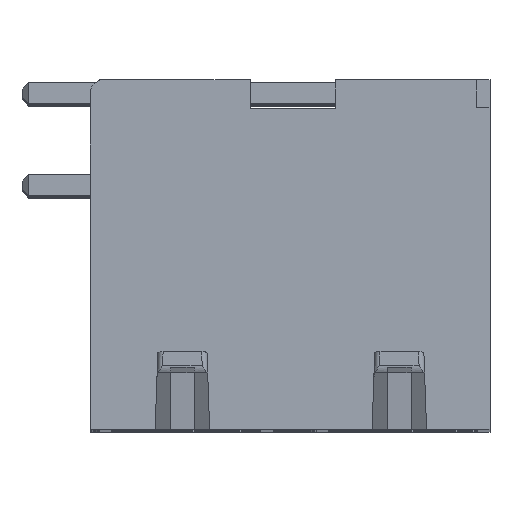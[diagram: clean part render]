
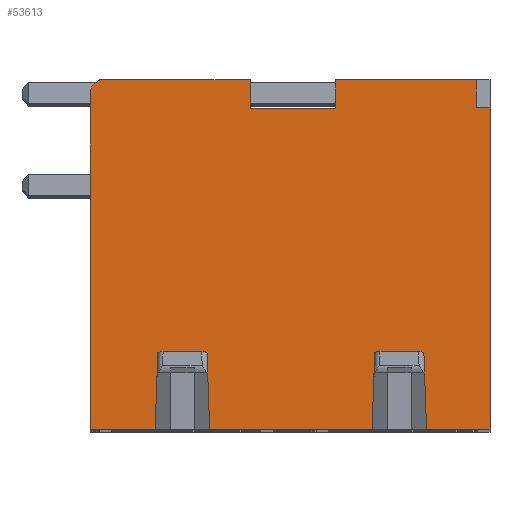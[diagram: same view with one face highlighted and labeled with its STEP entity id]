
A CAD part, top view. The second image highlights one B-rep face of the part: STEP entity #53613.
In plain terms, the highlighted planar face has unit normal (0, 0, 1).
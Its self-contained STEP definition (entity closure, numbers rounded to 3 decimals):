
#14033=DIRECTION('',(-1.,0.,0.));
#14034=VECTOR('',#14033,5.39);
#14035=CARTESIAN_POINT('',(11.703,13.3,33.7));
#14036=LINE('',#14035,#14034);
#14237=DIRECTION('',(0.,-1.,0.));
#14238=VECTOR('',#14237,1.092);
#14239=CARTESIAN_POINT('',(6.313,13.3,33.7));
#14240=LINE('',#14239,#14238);
#14349=DIRECTION('',(0.,1.,0.));
#14350=VECTOR('',#14349,1.092);
#14351=CARTESIAN_POINT('',(3.074,12.208,33.7));
#14352=LINE('',#14351,#14350);
#14869=DIRECTION('',(-1.,0.,0.));
#14870=VECTOR('',#14869,5.716);
#14871=CARTESIAN_POINT('',(3.074,13.3,33.7));
#14872=LINE('',#14871,#14870);
#15281=DIRECTION('',(0.,-1.,0.));
#15282=VECTOR('',#15281,0.02);
#15283=CARTESIAN_POINT('',(-2.641,13.3,33.7));
#15284=LINE('',#15283,#15282);
#18279=DIRECTION('',(-1.,0.,0.));
#18280=VECTOR('',#18279,3.238);
#18281=CARTESIAN_POINT('',(6.313,12.208,33.7));
#18282=LINE('',#18281,#18280);
#18283=DIRECTION('',(-0.035,-0.999,0.));
#18284=VECTOR('',#18283,2.716);
#18285=CARTESIAN_POINT('',(-0.443,2.714,33.7));
#18286=LINE('',#18285,#18284);
#18287=DIRECTION('',(-1.,0.,0.));
#18288=VECTOR('',#18287,2.463);
#18289=CARTESIAN_POINT('',(-0.537,0.,33.7));
#18290=LINE('',#18289,#18288);
#18291=DIRECTION('',(0.,1.,0.));
#18292=VECTOR('',#18291,12.8);
#18293=CARTESIAN_POINT('',(-3.,0.,33.7));
#18294=LINE('',#18293,#18292);
#18295=CARTESIAN_POINT('',(-2.5,12.8,33.7));
#18296=DIRECTION('',(0.,0.,-1.));
#18297=DIRECTION('',(-1.,0.,0.));
#18298=AXIS2_PLACEMENT_3D('',#18295,#18296,#18297);
#18300=DIRECTION('',(0.,-1.,0.));
#18301=VECTOR('',#18300,12.25);
#18302=CARTESIAN_POINT('',(12.2,12.25,33.7));
#18303=LINE('',#18302,#18301);
#18304=DIRECTION('',(-1.,0.,0.));
#18305=VECTOR('',#18304,2.413);
#18306=CARTESIAN_POINT('',(12.2,0.,33.7));
#18307=LINE('',#18306,#18305);
#18308=DIRECTION('',(-0.035,0.999,0.));
#18309=VECTOR('',#18308,2.716);
#18310=CARTESIAN_POINT('',(9.787,0.,33.7));
#18311=LINE('',#18310,#18309);
#18312=DIRECTION('',(-0.035,-0.999,0.));
#18313=VECTOR('',#18312,2.716);
#18314=CARTESIAN_POINT('',(7.807,2.714,33.7));
#18315=LINE('',#18314,#18313);
#18316=DIRECTION('',(-1.,0.,0.));
#18317=VECTOR('',#18316,6.175);
#18318=CARTESIAN_POINT('',(7.713,0.,33.7));
#18319=LINE('',#18318,#18317);
#18320=DIRECTION('',(-0.035,0.999,0.));
#18321=VECTOR('',#18320,2.716);
#18322=CARTESIAN_POINT('',(1.537,0.,33.7));
#18323=LINE('',#18322,#18321);
#18348=DIRECTION('',(1.,0.,0.));
#18349=VECTOR('',#18348,1.885);
#18350=CARTESIAN_POINT('',(-0.443,2.714,33.7));
#18351=LINE('',#18350,#18349);
#18505=DIRECTION('',(0.,1.,0.));
#18506=VECTOR('',#18505,1.05);
#18507=CARTESIAN_POINT('',(11.703,12.25,33.7));
#18508=LINE('',#18507,#18506);
#18521=DIRECTION('',(-1.,0.,0.));
#18522=VECTOR('',#18521,0.497);
#18523=CARTESIAN_POINT('',(12.2,12.25,33.7));
#18524=LINE('',#18523,#18522);
#18541=DIRECTION('',(1.,0.,0.));
#18542=VECTOR('',#18541,1.885);
#18543=CARTESIAN_POINT('',(7.807,2.714,33.7));
#18544=LINE('',#18543,#18542);
#20209=CARTESIAN_POINT('',(-3.,0.,33.7));
#20210=VERTEX_POINT('',#20209);
#20211=CARTESIAN_POINT('',(-0.537,0.,33.7));
#20212=VERTEX_POINT('',#20211);
#20217=CARTESIAN_POINT('',(1.537,0.,33.7));
#20218=VERTEX_POINT('',#20217);
#20219=CARTESIAN_POINT('',(7.713,0.,33.7));
#20220=VERTEX_POINT('',#20219);
#20225=CARTESIAN_POINT('',(9.787,0.,33.7));
#20226=VERTEX_POINT('',#20225);
#20227=CARTESIAN_POINT('',(12.2,0.,33.7));
#20228=VERTEX_POINT('',#20227);
#20309=CARTESIAN_POINT('',(12.2,12.25,33.7));
#20310=VERTEX_POINT('',#20309);
#20317=CARTESIAN_POINT('',(11.703,13.3,33.7));
#20318=VERTEX_POINT('',#20317);
#20319=CARTESIAN_POINT('',(6.313,13.3,33.7));
#20320=VERTEX_POINT('',#20319);
#20321=CARTESIAN_POINT('',(6.313,12.208,33.7));
#20322=VERTEX_POINT('',#20321);
#20331=CARTESIAN_POINT('',(3.074,12.208,33.7));
#20332=CARTESIAN_POINT('',(3.074,13.3,33.7));
#20333=VERTEX_POINT('',#20331);
#20334=VERTEX_POINT('',#20332);
#20343=CARTESIAN_POINT('',(-2.641,13.3,33.7));
#20344=VERTEX_POINT('',#20343);
#20345=CARTESIAN_POINT('',(-2.641,13.28,33.7));
#20346=VERTEX_POINT('',#20345);
#20375=CARTESIAN_POINT('',(-0.443,2.714,33.7));
#20376=VERTEX_POINT('',#20375);
#20377=CARTESIAN_POINT('',(-3.,12.8,33.7));
#20378=VERTEX_POINT('',#20377);
#20379=CARTESIAN_POINT('',(11.703,12.25,33.7));
#20380=VERTEX_POINT('',#20379);
#20381=CARTESIAN_POINT('',(9.693,2.714,33.7));
#20382=VERTEX_POINT('',#20381);
#20383=CARTESIAN_POINT('',(7.807,2.714,33.7));
#20384=VERTEX_POINT('',#20383);
#20385=CARTESIAN_POINT('',(1.443,2.714,33.7));
#20386=VERTEX_POINT('',#20385);
#53576=CARTESIAN_POINT('',(0.,0.,33.7));
#53577=DIRECTION('',(0.,0.,1.));
#53578=DIRECTION('',(1.,0.,0.));
#53579=AXIS2_PLACEMENT_3D('',#53576,#53577,#53578);
#53580=PLANE('',#53579);
#53582=ORIENTED_EDGE('',*,*,#53581,.T.);
#53583=ORIENTED_EDGE('',*,*,#26671,.T.);
#53585=ORIENTED_EDGE('',*,*,#53584,.T.);
#53587=ORIENTED_EDGE('',*,*,#53586,.T.);
#53588=ORIENTED_EDGE('',*,*,#48114,.F.);
#53589=ORIENTED_EDGE('',*,*,#48084,.F.);
#53590=ORIENTED_EDGE('',*,*,#47071,.F.);
#53591=ORIENTED_EDGE('',*,*,#53571,.F.);
#53592=ORIENTED_EDGE('',*,*,#46829,.F.);
#53593=ORIENTED_EDGE('',*,*,#46814,.F.);
#53595=ORIENTED_EDGE('',*,*,#53594,.F.);
#53597=ORIENTED_EDGE('',*,*,#53596,.F.);
#53598=ORIENTED_EDGE('',*,*,#46562,.T.);
#53599=ORIENTED_EDGE('',*,*,#26687,.T.);
#53601=ORIENTED_EDGE('',*,*,#53600,.T.);
#53603=ORIENTED_EDGE('',*,*,#53602,.F.);
#53605=ORIENTED_EDGE('',*,*,#53604,.T.);
#53606=ORIENTED_EDGE('',*,*,#26679,.T.);
#53608=ORIENTED_EDGE('',*,*,#53607,.T.);
#53610=ORIENTED_EDGE('',*,*,#53609,.F.);
#53611=EDGE_LOOP('',(#53582,#53583,#53585,#53587,#53588,#53589,#53590,#53591,
#53592,#53593,#53595,#53597,#53598,#53599,#53601,#53603,#53605,#53606,#53608,
#53610));
#53612=FACE_OUTER_BOUND('',#53611,.F.);
#53613=ADVANCED_FACE('',(#53612),#53580,.T.);
#18299=CIRCLE('',#18298,0.5);
#26671=EDGE_CURVE('',#20212,#20210,#18290,.T.);
#26679=EDGE_CURVE('',#20220,#20218,#18319,.T.);
#26687=EDGE_CURVE('',#20228,#20226,#18307,.T.);
#46562=EDGE_CURVE('',#20310,#20228,#18303,.T.);
#46814=EDGE_CURVE('',#20318,#20320,#14036,.T.);
#46829=EDGE_CURVE('',#20320,#20322,#14240,.T.);
#47071=EDGE_CURVE('',#20333,#20334,#14352,.T.);
#48084=EDGE_CURVE('',#20334,#20344,#14872,.T.);
#48114=EDGE_CURVE('',#20344,#20346,#15284,.T.);
#53571=EDGE_CURVE('',#20322,#20333,#18282,.T.);
#53581=EDGE_CURVE('',#20376,#20212,#18286,.T.);
#53584=EDGE_CURVE('',#20210,#20378,#18294,.T.);
#53586=EDGE_CURVE('',#20378,#20346,#18299,.T.);
#53594=EDGE_CURVE('',#20380,#20318,#18508,.T.);
#53596=EDGE_CURVE('',#20310,#20380,#18524,.T.);
#53600=EDGE_CURVE('',#20226,#20382,#18311,.T.);
#53602=EDGE_CURVE('',#20384,#20382,#18544,.T.);
#53604=EDGE_CURVE('',#20384,#20220,#18315,.T.);
#53607=EDGE_CURVE('',#20218,#20386,#18323,.T.);
#53609=EDGE_CURVE('',#20376,#20386,#18351,.T.);
